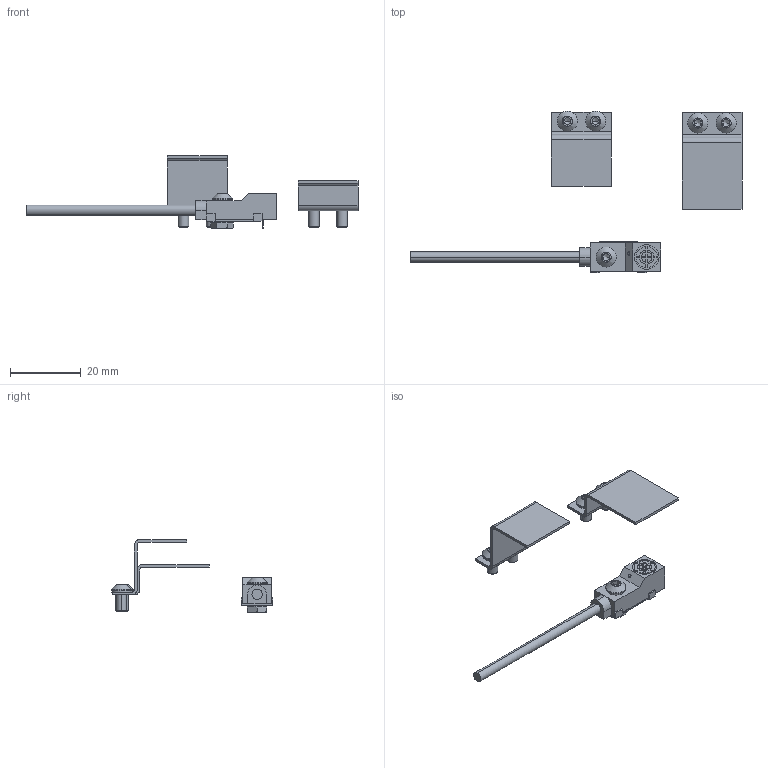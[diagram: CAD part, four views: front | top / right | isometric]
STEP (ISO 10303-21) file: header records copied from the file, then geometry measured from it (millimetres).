
FILE_DESCRIPTION (( 'STEP AP203' ), '1' );
FILE_NAME ('LAHP-SNS-PX-N.step', '2020-12-09T21:50:02', ( '' ), ( '' ), 'SwSTEP 2.0', 'SolidWorks 2019', '' );
FILE_SCHEMA (( 'CONFIG_CONTROL_DESIGN' ));
Length unit declared in the file: inch
Products named in the file (4): LAHP-SNS-PX-N_25-FLAG; LAHP-SNS-PX-N_PROX; LAHP-SNS-PX-N; LAHP-SNS-PX-N_33-FLAG
Assembly tree (3 placements, depth 2):
  LAHP-SNS-PX-N
    LAHP-SNS-PX-N_PROX
    LAHP-SNS-PX-N_25-FLAG
    LAHP-SNS-PX-N_33-FLAG
Bounding box: 94.1 x 45.8 x 20.66 mm (x, y, z)
Volume: 2713.2 mm3; surface area: 5011.1 mm2
Topology: 15 solids, 15 shells, 328 faces, 762 edges, 481 vertices
Faces by surface type: plane 179, cylinder 90, cone 41, bspline 18
Entity records: 11193 total; most frequent: CARTESIAN_POINT 3368, DIRECTION 1536, ORIENTED_EDGE 1504, EDGE_CURVE 752, AXIS2_PLACEMENT_3D 552, VERTEX_POINT 481, LINE 432, VECTOR 432
